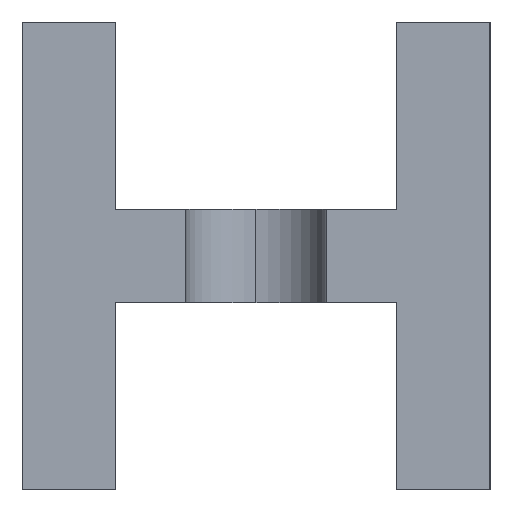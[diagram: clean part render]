
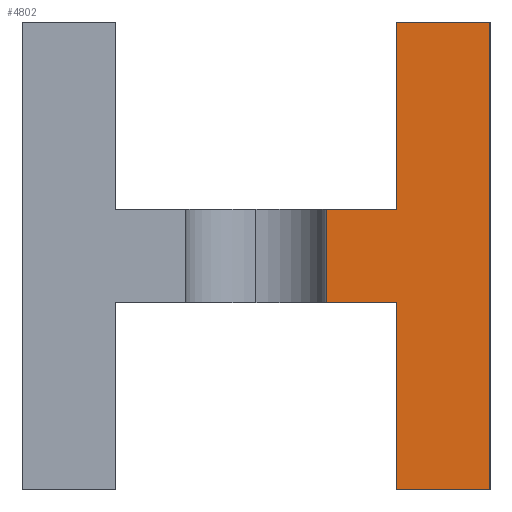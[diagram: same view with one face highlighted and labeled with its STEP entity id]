
A CAD part, left-side view. The second image highlights one B-rep face of the part: STEP entity #4802.
In plain terms, the highlighted planar face has unit normal (-1, 0, 0).
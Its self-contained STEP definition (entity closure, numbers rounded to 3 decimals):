
#120 = VERTEX_POINT ( 'NONE', #13560 ) ;
#446 = VECTOR ( 'NONE', #10698, 1000. ) ;
#516 = CARTESIAN_POINT ( 'NONE',  ( 0., 2., 4. ) ) ;
#671 = CARTESIAN_POINT ( 'NONE',  ( 0., 0., 10. ) ) ;
#945 = CARTESIAN_POINT ( 'NONE',  ( 0., 2., 10. ) ) ;
#2245 = VERTEX_POINT ( 'NONE', #945 ) ;
#2640 = VERTEX_POINT ( 'NONE', #11562 ) ;
#2737 = VERTEX_POINT ( 'NONE', #12305 ) ;
#2930 = ORIENTED_EDGE ( 'NONE', *, *, #9558, .F. ) ;
#3560 = LINE ( 'NONE', #8301, #11017 ) ;
#3897 = VECTOR ( 'NONE', #6420, 1000. ) ;
#4063 = LINE ( 'NONE', #8325, #6619 ) ;
#4802 = ADVANCED_FACE ( 'NONE', ( #11201 ), #7342, .T. ) ;
#5575 = VERTEX_POINT ( 'NONE', #13808 ) ;
#5851 = EDGE_CURVE ( 'NONE', #6049, #13819, #10556, .T. ) ;
#5856 = LINE ( 'NONE', #6682, #12113 ) ;
#5880 = ORIENTED_EDGE ( 'NONE', *, *, #11249, .F. ) ;
#6049 = VERTEX_POINT ( 'NONE', #516 ) ;
#6229 = CARTESIAN_POINT ( 'NONE',  ( 0., 8., 4. ) ) ;
#6341 = LINE ( 'NONE', #671, #446 ) ;
#6420 = DIRECTION ( 'NONE',  ( 0., 1., 0. ) ) ;
#6464 = DIRECTION ( 'NONE',  ( 0., 0., 1. ) ) ;
#6619 = VECTOR ( 'NONE', #8250, 1000. ) ;
#6682 = CARTESIAN_POINT ( 'NONE',  ( 0., 3.5, 4. ) ) ;
#7167 = DIRECTION ( 'NONE',  ( 0., 0., 1. ) ) ;
#7205 = DIRECTION ( 'NONE',  ( -1., 0., 0. ) ) ;
#7342 = PLANE ( 'NONE',  #10834 ) ;
#7423 = VECTOR ( 'NONE', #11402, 1000. ) ;
#7557 = CARTESIAN_POINT ( 'NONE',  ( 0., 0., 0. ) ) ;
#7569 = DIRECTION ( 'NONE',  ( 0., 0., 1. ) ) ;
#7658 = CARTESIAN_POINT ( 'NONE',  ( 0., 2., 10. ) ) ;
#7705 = VECTOR ( 'NONE', #9536, 1000. ) ;
#8147 = DIRECTION ( 'NONE',  ( 0., -1., 0. ) ) ;
#8250 = DIRECTION ( 'NONE',  ( 0., 1., 0. ) ) ;
#8276 = CARTESIAN_POINT ( 'NONE',  ( 0., 2., 4. ) ) ;
#8301 = CARTESIAN_POINT ( 'NONE',  ( 0., 2., 6. ) ) ;
#8325 = CARTESIAN_POINT ( 'NONE',  ( 0., 2., 0. ) ) ;
#8436 = ORIENTED_EDGE ( 'NONE', *, *, #15403, .F. ) ;
#8917 = EDGE_CURVE ( 'NONE', #13819, #120, #5856, .T. ) ;
#9062 = ORIENTED_EDGE ( 'NONE', *, *, #8917, .F. ) ;
#9536 = DIRECTION ( 'NONE',  ( 0., 0., 1. ) ) ;
#9558 = EDGE_CURVE ( 'NONE', #120, #14784, #3560, .T. ) ;
#10556 = LINE ( 'NONE', #6229, #3897 ) ;
#10581 = ORIENTED_EDGE ( 'NONE', *, *, #11720, .F. ) ;
#10698 = DIRECTION ( 'NONE',  ( 0., -1., 0. ) ) ;
#10834 = AXIS2_PLACEMENT_3D ( 'NONE', #7557, #7205, #7167 ) ;
#11017 = VECTOR ( 'NONE', #8147, 1000. ) ;
#11163 = VECTOR ( 'NONE', #7569, 1000. ) ;
#11201 = FACE_OUTER_BOUND ( 'NONE', #12306, .T. ) ;
#11249 = EDGE_CURVE ( 'NONE', #14784, #2245, #11552, .T. ) ;
#11402 = DIRECTION ( 'NONE',  ( 0., 0., -1. ) ) ;
#11507 = CARTESIAN_POINT ( 'NONE',  ( 0., 0., 0. ) ) ;
#11552 = LINE ( 'NONE', #7658, #11163 ) ;
#11562 = CARTESIAN_POINT ( 'NONE',  ( 0., 0., 10. ) ) ;
#11567 = ORIENTED_EDGE ( 'NONE', *, *, #5851, .F. ) ;
#11720 = EDGE_CURVE ( 'NONE', #2640, #2737, #13666, .T. ) ;
#12113 = VECTOR ( 'NONE', #6464, 1000. ) ;
#12305 = CARTESIAN_POINT ( 'NONE',  ( 0., 0., 0. ) ) ;
#12306 = EDGE_LOOP ( 'NONE', ( #9062, #11567, #15272, #12725, #10581, #8436, #5880, #2930 ) ) ;
#12725 = ORIENTED_EDGE ( 'NONE', *, *, #12881, .F. ) ;
#12813 = CARTESIAN_POINT ( 'NONE',  ( 0., 2., 6. ) ) ;
#12881 = EDGE_CURVE ( 'NONE', #2737, #5575, #4063, .T. ) ;
#13560 = CARTESIAN_POINT ( 'NONE',  ( 0., 3.5, 6. ) ) ;
#13666 = LINE ( 'NONE', #11507, #7423 ) ;
#13808 = CARTESIAN_POINT ( 'NONE',  ( 0., 2., 0. ) ) ;
#13819 = VERTEX_POINT ( 'NONE', #15919 ) ;
#14332 = LINE ( 'NONE', #8276, #7705 ) ;
#14784 = VERTEX_POINT ( 'NONE', #12813 ) ;
#15272 = ORIENTED_EDGE ( 'NONE', *, *, #15921, .F. ) ;
#15403 = EDGE_CURVE ( 'NONE', #2245, #2640, #6341, .T. ) ;
#15919 = CARTESIAN_POINT ( 'NONE',  ( 0., 3.5, 4. ) ) ;
#15921 = EDGE_CURVE ( 'NONE', #5575, #6049, #14332, .T. ) ;
